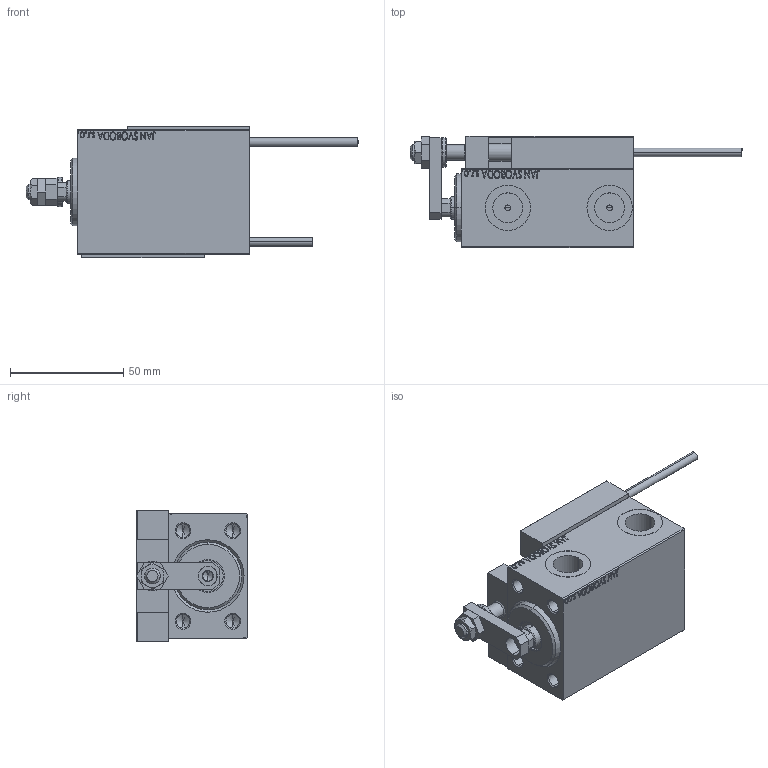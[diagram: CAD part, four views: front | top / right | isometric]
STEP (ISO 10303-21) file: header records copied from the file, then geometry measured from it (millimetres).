
FILE_DESCRIPTION (( 'STEP AP203' ), '1' );
FILE_NAME ('49de.STEP', '2022-04-17T12:53:53', ( '' ), ( '' ), 'SwSTEP 2.0', 'SolidWorks 2019', '' );
FILE_SCHEMA (( 'CONFIG_CONTROL_DESIGN' ));
Length unit declared in the file: millimetre
Products named in the file (16): NUT_D12 1bc21d4bb36a128a2fda7f4e3e3e6070; SWITCH_X_FRONT_BACK 1bc21d4bb36a128a2fda7f4e3e3e6070; MAGNET 1bc21d4bb36a128a2fda7f4e3e3e6070; 49de; KONCOVKA 1bc21d4bb36a128a2fda7f4e3e3e6070; Block 1bc21d4bb36a128a2fda7f4e3e3e6070; SWITCH DIM B,W 1bc21d4bb36a128a2fda7f4e3e3e6070; ZARAZKA 1bc21d4bb36a128a2fda7f4e3e3e6070; NUT_D10 1bc21d4bb36a128a2fda7f4e3e3e6070; SWITCH X 1bc21d4bb36a128a2fda7f4e3e3e6070; V450CM_B_VCP 1bc21d4bb36a128a2fda7f4e3e3e6070; ALLEN BOLT D5 1bc21d4bb36a128a2fda7f4e3e3e6070; V450CM_VC_B 1bc21d4bb36a128a2fda7f4e3e3e6070; V450CM_B_Body 1bc21d4bb36a128a2fda7f4e3e3e6070; TYC_L79 1bc21d4bb36a128a2fda7f4e3e3e6070; ALLEN BOLT D8 1bc21d4bb36a128a2fda7f4e3e3e6070
Assembly tree (25 placements, depth 3):
  49de
    V450CM_B_Body 1bc21d4bb36a128a2fda7f4e3e3e6070
    V450CM_B_VCP 1bc21d4bb36a128a2fda7f4e3e3e6070
    SWITCH X 1bc21d4bb36a128a2fda7f4e3e3e6070
      SWITCH_X_FRONT_BACK 1bc21d4bb36a128a2fda7f4e3e3e6070  x2
      TYC_L79 1bc21d4bb36a128a2fda7f4e3e3e6070
      Block 1bc21d4bb36a128a2fda7f4e3e3e6070  x2
      ALLEN BOLT D5 1bc21d4bb36a128a2fda7f4e3e3e6070  x4
      ALLEN BOLT D8 1bc21d4bb36a128a2fda7f4e3e3e6070  x4
      MAGNET 1bc21d4bb36a128a2fda7f4e3e3e6070  x2
      KONCOVKA 1bc21d4bb36a128a2fda7f4e3e3e6070  x2
    NUT_D10 1bc21d4bb36a128a2fda7f4e3e3e6070
    NUT_D12 1bc21d4bb36a128a2fda7f4e3e3e6070
    SWITCH DIM B,W 1bc21d4bb36a128a2fda7f4e3e3e6070
    ZARAZKA 1bc21d4bb36a128a2fda7f4e3e3e6070
    V450CM_VC_B 1bc21d4bb36a128a2fda7f4e3e3e6070
Bounding box: 146.7 x 49 x 58 mm (x, y, z)
Volume: 177501.9 mm3; surface area: 54444.1 mm2
Topology: 24 solids, 24 shells, 1335 faces, 3198 edges, 2026 vertices
Faces by surface type: plane 566, bspline 380, cylinder 196, cone 145, torus 44, sphere 4
Entity records: 51865 total; most frequent: CARTESIAN_POINT 26375, ORIENTED_EDGE 5384, DIRECTION 3695, EDGE_CURVE 2692, VERTEX_POINT 1750, LINE 1543, VECTOR 1543, EDGE_LOOP 1246
